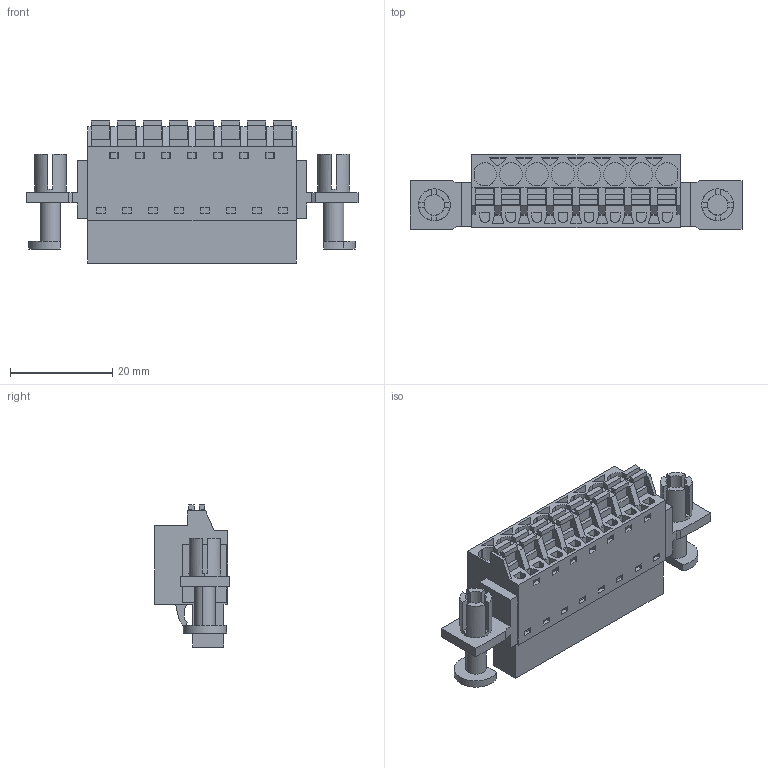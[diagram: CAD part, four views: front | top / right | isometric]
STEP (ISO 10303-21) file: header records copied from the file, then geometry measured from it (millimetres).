
FILE_DESCRIPTION(('CATIA V5R24 STEP','CAx-IF Rec.Pracs.--- Model Styling and Organization---1.2---2011-12-15'),'2;1');
FILE_NAME ('D1451311_0_1353300000_1353300000.stp','2017-05-02T11:44:04+00:00',('none'),('Weidmueller'),'CATIA Version 5-6 Release 2014 SP4 HF52','CATIA V5 STEP AP214','none');
FILE_SCHEMA(('AUTOMOTIVE_DESIGN { 1 0 10303 214 1 1 1 1 }'));
Length unit declared in the file: millimetre
Products named in the file (1): 1353300000
Bounding box: 64.79 x 14.5 x 27.73 mm (x, y, z)
Volume: 10904.6 mm3; surface area: 8369.9 mm2
Topology: 11 solids, 11 shells, 742 faces, 2123 edges, 1461 vertices
Faces by surface type: plane 668, cylinder 73, extrusion 1
Entity records: 23810 total; most frequent: CARTESIAN_POINT 4466, ORIENTED_EDGE 4246, DIRECTION 3089, EDGE_CURVE 2123, VECTOR 1950, LINE 1949, VERTEX_POINT 1461, EDGE_LOOP 832
